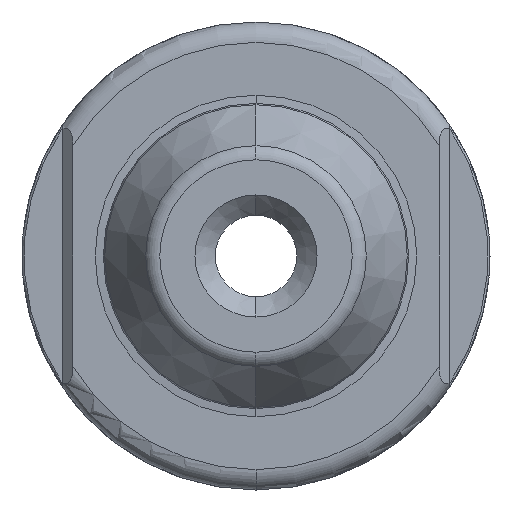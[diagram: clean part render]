
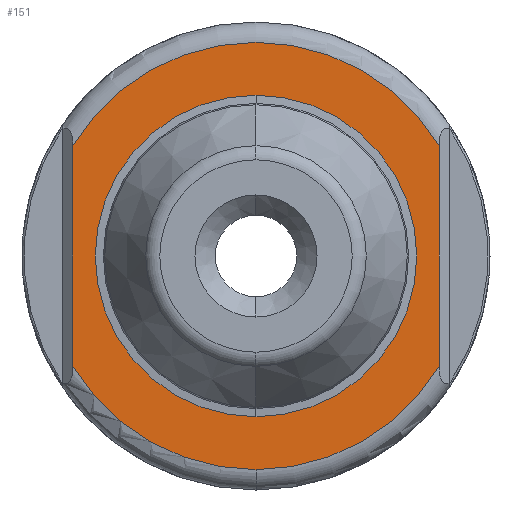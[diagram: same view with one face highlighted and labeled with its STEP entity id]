
A CAD part, left-side view. The second image highlights one B-rep face of the part: STEP entity #151.
In plain terms, the highlighted planar face has unit normal (-1, 0, 0).
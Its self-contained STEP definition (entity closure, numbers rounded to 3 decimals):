
#35 = AXIS2_PLACEMENT_3D ( 'NONE', #442, #436, #423 ) ;
#151 = ADVANCED_FACE ( 'NONE', ( #3760, #2587 ), #1321, .F. ) ;
#274 = CARTESIAN_POINT ( 'NONE',  ( 29., 0., 0. ) ) ;
#282 = AXIS2_PLACEMENT_3D ( 'NONE', #1658, #825, #966 ) ;
#305 = EDGE_CURVE ( 'NONE', #643, #3114, #5091, .T. ) ;
#330 = VERTEX_POINT ( 'NONE', #508 ) ;
#423 = DIRECTION ( 'NONE',  ( 0., 0., -1. ) ) ;
#436 = DIRECTION ( 'NONE',  ( -1., 0., 0. ) ) ;
#442 = CARTESIAN_POINT ( 'NONE',  ( 29., 0., 0. ) ) ;
#508 = CARTESIAN_POINT ( 'NONE',  ( 29., 0., 7.9 ) ) ;
#610 = VECTOR ( 'NONE', #1123, 1000. ) ;
#643 = VERTEX_POINT ( 'NONE', #4347 ) ;
#680 = CIRCLE ( 'NONE', #3495, 7.9 ) ;
#705 = DIRECTION ( 'NONE',  ( 0., 0., 1. ) ) ;
#825 = DIRECTION ( 'NONE',  ( -1., 0., 0. ) ) ;
#855 = EDGE_LOOP ( 'NONE', ( #1224, #1087 ) ) ;
#876 = ORIENTED_EDGE ( 'NONE', *, *, #2983, .T. ) ;
#885 = CARTESIAN_POINT ( 'NONE',  ( 29., 0., 0. ) ) ;
#961 = ORIENTED_EDGE ( 'NONE', *, *, #305, .T. ) ;
#966 = DIRECTION ( 'NONE',  ( 0., 0., -1. ) ) ;
#1030 = VERTEX_POINT ( 'NONE', #4696 ) ;
#1040 = VERTEX_POINT ( 'NONE', #5029 ) ;
#1087 = ORIENTED_EDGE ( 'NONE', *, *, #1355, .F. ) ;
#1110 = AXIS2_PLACEMENT_3D ( 'NONE', #885, #3943, #5130 ) ;
#1123 = DIRECTION ( 'NONE',  ( 0., 0., 1. ) ) ;
#1158 = VECTOR ( 'NONE', #1292, 1000. ) ;
#1159 = DIRECTION ( 'NONE',  ( 0., 0., -1. ) ) ;
#1182 = DIRECTION ( 'NONE',  ( 1., 0., 0. ) ) ;
#1195 = CARTESIAN_POINT ( 'NONE',  ( 29., 0., -11.5 ) ) ;
#1224 = ORIENTED_EDGE ( 'NONE', *, *, #3448, .F. ) ;
#1235 = EDGE_CURVE ( 'NONE', #1030, #4762, #2995, .T. ) ;
#1250 = EDGE_CURVE ( 'NONE', #4345, #1030, #3928, .T. ) ;
#1292 = DIRECTION ( 'NONE',  ( 0., 0., -1. ) ) ;
#1306 = CARTESIAN_POINT ( 'NONE',  ( 29., -9., -11.5 ) ) ;
#1321 = PLANE ( 'NONE',  #1786 ) ;
#1355 = EDGE_CURVE ( 'NONE', #1040, #330, #680, .T. ) ;
#1658 = CARTESIAN_POINT ( 'NONE',  ( 29., 0., 0. ) ) ;
#1786 = AXIS2_PLACEMENT_3D ( 'NONE', #1195, #1182, #1159 ) ;
#1799 = EDGE_CURVE ( 'NONE', #4762, #643, #2725, .T. ) ;
#1972 = ORIENTED_EDGE ( 'NONE', *, *, #1250, .T. ) ;
#2025 = CARTESIAN_POINT ( 'NONE',  ( 29., 9., -5.408 ) ) ;
#2428 = AXIS2_PLACEMENT_3D ( 'NONE', #274, #3064, #705 ) ;
#2587 = FACE_BOUND ( 'NONE', #855, .T. ) ;
#2725 = LINE ( 'NONE', #1306, #610 ) ;
#2983 = EDGE_CURVE ( 'NONE', #3114, #4345, #5092, .T. ) ;
#2995 = CIRCLE ( 'NONE', #282, 10.5 ) ;
#3064 = DIRECTION ( 'NONE',  ( -1., 0., 0. ) ) ;
#3114 = VERTEX_POINT ( 'NONE', #3327 ) ;
#3327 = CARTESIAN_POINT ( 'NONE',  ( 29., 9., 5.408 ) ) ;
#3448 = EDGE_CURVE ( 'NONE', #330, #1040, #4006, .T. ) ;
#3495 = AXIS2_PLACEMENT_3D ( 'NONE', #4280, #4274, #4265 ) ;
#3760 = FACE_OUTER_BOUND ( 'NONE', #4484, .T. ) ;
#3928 = CIRCLE ( 'NONE', #1110, 10.5 ) ;
#3943 = DIRECTION ( 'NONE',  ( -1., 0., 0. ) ) ;
#4006 = CIRCLE ( 'NONE', #2428, 7.9 ) ;
#4062 = CARTESIAN_POINT ( 'NONE',  ( 29., 9., -11.5 ) ) ;
#4265 = DIRECTION ( 'NONE',  ( 0., 0., 1. ) ) ;
#4274 = DIRECTION ( 'NONE',  ( -1., 0., 0. ) ) ;
#4280 = CARTESIAN_POINT ( 'NONE',  ( 29., 0., 0. ) ) ;
#4345 = VERTEX_POINT ( 'NONE', #2025 ) ;
#4347 = CARTESIAN_POINT ( 'NONE',  ( 29., -9., 5.408 ) ) ;
#4484 = EDGE_LOOP ( 'NONE', ( #1972, #4886, #4871, #961, #876 ) ) ;
#4696 = CARTESIAN_POINT ( 'NONE',  ( 29., 0., -10.5 ) ) ;
#4762 = VERTEX_POINT ( 'NONE', #4792 ) ;
#4792 = CARTESIAN_POINT ( 'NONE',  ( 29., -9., -5.408 ) ) ;
#4871 = ORIENTED_EDGE ( 'NONE', *, *, #1799, .T. ) ;
#4886 = ORIENTED_EDGE ( 'NONE', *, *, #1235, .T. ) ;
#5029 = CARTESIAN_POINT ( 'NONE',  ( 29., 0., -7.9 ) ) ;
#5091 = CIRCLE ( 'NONE', #35, 10.5 ) ;
#5092 = LINE ( 'NONE', #4062, #1158 ) ;
#5130 = DIRECTION ( 'NONE',  ( 0., 0., -1. ) ) ;
